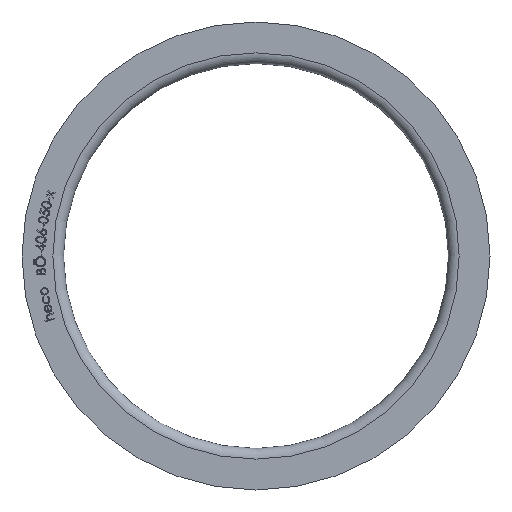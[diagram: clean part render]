
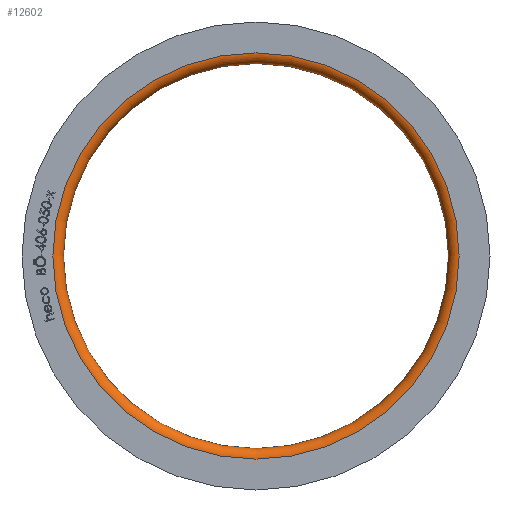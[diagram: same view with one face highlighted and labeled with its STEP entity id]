
A CAD part, left-side view. The second image highlights one B-rep face of the part: STEP entity #12602.
In plain terms, the highlighted toroidal (fillet/blend) face has major radius 209.2 mm and minor radius 11 mm.
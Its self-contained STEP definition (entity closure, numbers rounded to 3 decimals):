
#419 = EDGE_CURVE ( 'NONE', #5363, #5363, #12914, .T. ) ;
#899 = EDGE_LOOP ( 'NONE', ( #981 ) ) ;
#981 = ORIENTED_EDGE ( 'NONE', *, *, #419, .F. ) ;
#1522 = CARTESIAN_POINT ( 'NONE',  ( 11., 0., 0. ) ) ;
#1596 = EDGE_CURVE ( 'NONE', #1991, #1991, #14085, .T. ) ;
#1991 = VERTEX_POINT ( 'NONE', #4160 ) ;
#2374 = DIRECTION ( 'NONE',  ( 0., 0., 1. ) ) ;
#2387 = DIRECTION ( 'NONE',  ( 0., 0., 1. ) ) ;
#3509 = TOROIDAL_SURFACE ( 'NONE', #4002, 209.2, 11. ) ;
#4002 = AXIS2_PLACEMENT_3D ( 'NONE', #1522, #10861, #2374 ) ;
#4160 = CARTESIAN_POINT ( 'NONE',  ( 0., 0., 209.2 ) ) ;
#4837 = DIRECTION ( 'NONE',  ( -1., 0., 0. ) ) ;
#5363 = VERTEX_POINT ( 'NONE', #8790 ) ;
#6139 = CARTESIAN_POINT ( 'NONE',  ( 11., 0., 0. ) ) ;
#8464 = FACE_OUTER_BOUND ( 'NONE', #899, .T. ) ;
#8618 = CARTESIAN_POINT ( 'NONE',  ( 0., 0., 0. ) ) ;
#8790 = CARTESIAN_POINT ( 'NONE',  ( 11., 0., 198.2 ) ) ;
#9391 = AXIS2_PLACEMENT_3D ( 'NONE', #8618, #9636, #2387 ) ;
#9636 = DIRECTION ( 'NONE',  ( -1., 0., 0. ) ) ;
#10687 = AXIS2_PLACEMENT_3D ( 'NONE', #6139, #4837, #13280 ) ;
#10861 = DIRECTION ( 'NONE',  ( -1., 0., 0. ) ) ;
#12602 = ADVANCED_FACE ( 'NONE', ( #8464, #13187 ), #3509, .T. ) ;
#12914 = CIRCLE ( 'NONE', #10687, 198.2 ) ;
#13187 = FACE_OUTER_BOUND ( 'NONE', #15221, .T. ) ;
#13280 = DIRECTION ( 'NONE',  ( 0., 0., 1. ) ) ;
#14085 = CIRCLE ( 'NONE', #9391, 209.2 ) ;
#14922 = ORIENTED_EDGE ( 'NONE', *, *, #1596, .T. ) ;
#15221 = EDGE_LOOP ( 'NONE', ( #14922 ) ) ;
